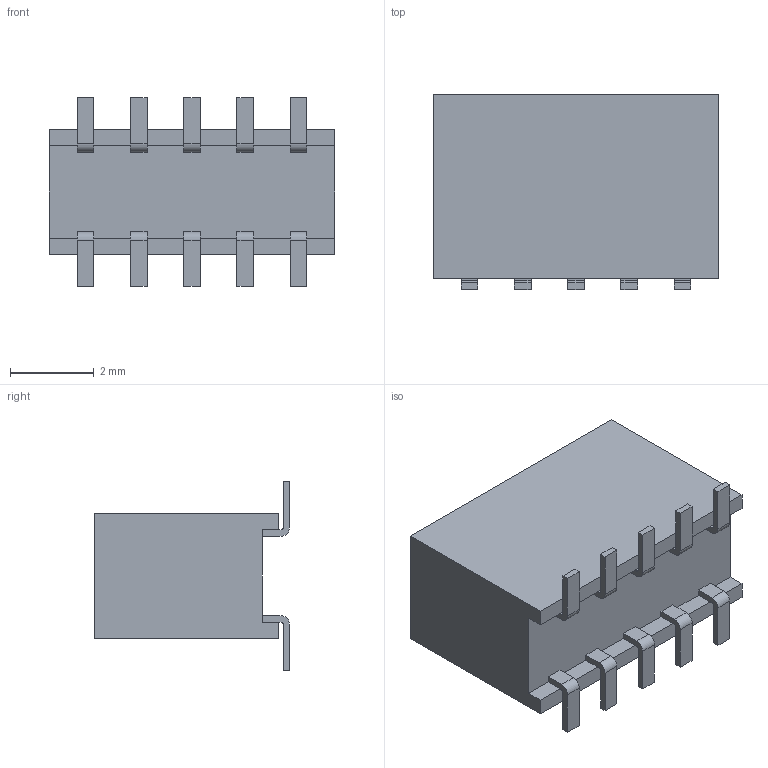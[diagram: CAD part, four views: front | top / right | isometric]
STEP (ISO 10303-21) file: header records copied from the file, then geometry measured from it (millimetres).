
FILE_DESCRIPTION (( 'STEP AP214' ), '1' );
FILE_NAME ('20021321-00010T1LF.STEP', '2023-06-04T05:52:27', ( '' ), ( '' ), 'SwSTEP 2.0', 'SolidWorks 2021', '' );
FILE_SCHEMA (( 'AUTOMOTIVE_DESIGN' ));
Length unit declared in the file: millimetre
Products named in the file (3): pin^20021321 ass; 20021321 body_5; 20021321-00010T1LF
Assembly tree (6 placements, depth 2):
  20021321-00010T1LF
    20021321 body_5
    pin^20021321 ass  x5
Bounding box: 6.81 x 4.65 x 4.5 mm (x, y, z)
Volume: 83.9 mm3; surface area: 153.6 mm2
Topology: 11 solids, 11 shells, 160 faces, 384 edges, 256 vertices
Faces by surface type: plane 140, cylinder 20
Entity records: 2435 total; most frequent: CARTESIAN_POINT 409, ORIENTED_EDGE 384, DIRECTION 378, EDGE_CURVE 192, VECTOR 184, LINE 184, VERTEX_POINT 128, AXIS2_PLACEMENT_3D 97
